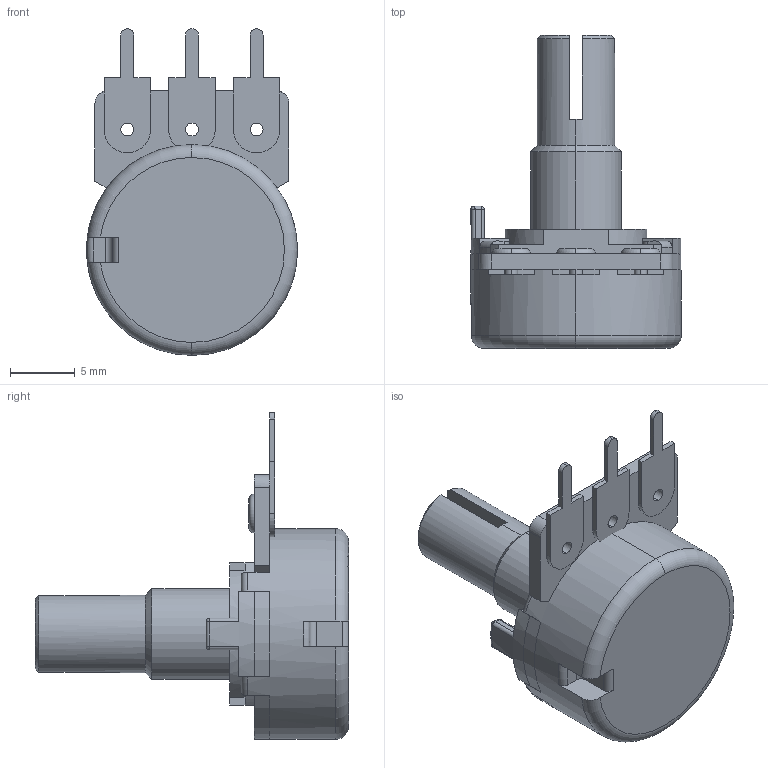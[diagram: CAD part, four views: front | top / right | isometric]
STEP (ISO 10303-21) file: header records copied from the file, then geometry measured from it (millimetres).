
FILE_DESCRIPTION (( 'STEP AP214' ), '1' );
FILE_NAME ('Potentiometer_10K.STEP', '2024-07-19T02:35:17', ( '' ), ( '' ), 'SwSTEP 2.0', 'SolidWorks 2022', '' );
FILE_SCHEMA (( 'AUTOMOTIVE_DESIGN' ));
Length unit declared in the file: millimetre
Products named in the file (1): Potentiometer_10K
Bounding box: 16.29 x 24.2 x 25.26 mm (x, y, z)
Volume: 2332.5 mm3; surface area: 2289.1 mm2
Topology: 3 solids, 3 shells, 200 faces, 549 edges, 357 vertices
Faces by surface type: plane 100, cylinder 75, torus 16, sphere 5, cone 4
Entity records: 6931 total; most frequent: CARTESIAN_POINT 1179, DIRECTION 1141, ORIENTED_EDGE 1090, EDGE_CURVE 545, AXIS2_PLACEMENT_3D 411, VERTEX_POINT 355, LINE 319, VECTOR 319
